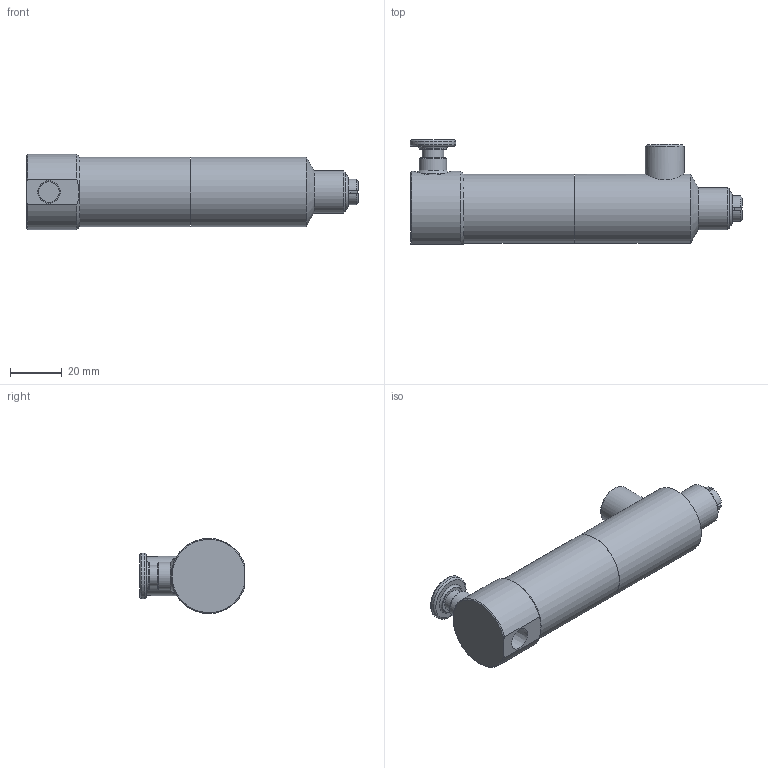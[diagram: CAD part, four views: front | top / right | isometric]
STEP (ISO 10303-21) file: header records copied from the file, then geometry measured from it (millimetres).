
FILE_DESCRIPTION(/* description */ (''),/* implementation_level */ '2;1');
FILE_NAME(/* name */ 'FNVR-108E025.stp',/* time_stamp */ '2016-07-14T09:05:23-05:00',/* author */ ('scottg'),/* organization */ ('FasTest,Inc.'),/* preprocessor_version */ 'ST-DEVELOPER v16.1',/* originating_system */ 'Autodesk Inventor 2016',/* authorisation */ '');
FILE_SCHEMA (('AUTOMOTIVE_DESIGN { 1 0 10303 214 3 1 1 }'));
Length unit declared in the file: inch
Products named in the file (1): FNVR-108E025
Bounding box: 128.68 x 40.41 x 29.21 mm (x, y, z)
Volume: 2268.7 mm3; surface area: 15236.8 mm2
Topology: 1 solids, 4 shells, 112 faces, 341 edges, 223 vertices
Faces by surface type: plane 49, cylinder 27, cone 25, torus 10, sphere 1
Full cylindrical faces by diameter (mm): 4.75 x1, 7.95 x2, 8.382 x1, 10.668 x2, 13.411 x1, 13.716 x1, 15.189 x1, 16.383 x1, 17.78 x1, 24.943 x1, 26.924 x2
Entity records: 3837 total; most frequent: CARTESIAN_POINT 1011, ORIENTED_EDGE 590, DIRECTION 549, EDGE_CURVE 293, VERTEX_POINT 210, AXIS2_PLACEMENT_3D 210, EDGE_LOOP 161, LINE 129
